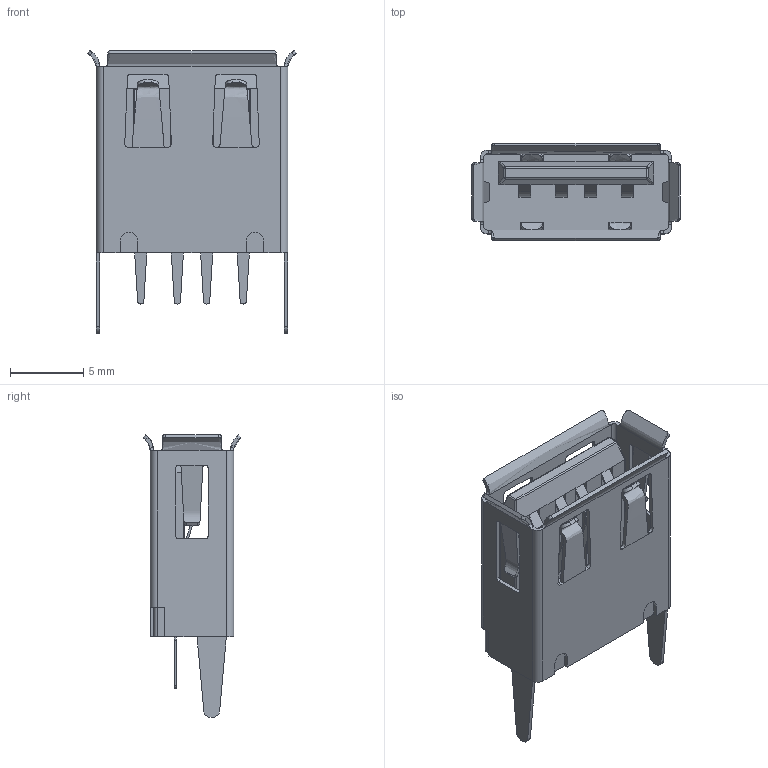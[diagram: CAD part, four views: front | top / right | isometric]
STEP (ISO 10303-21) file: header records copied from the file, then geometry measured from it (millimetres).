
FILE_DESCRIPTION (( 'STEP AP214' ), '1' );
FILE_NAME ('USB-A-TH_L13.1-W5.7-H13.7-P2.0.step', '2022-07-15T08:51:50', ( '' ), ( '' ), 'SwSTEP 2.0', 'SolidWorks 2020', '' );
FILE_SCHEMA (( 'AUTOMOTIVE_DESIGN' ));
Length unit declared in the file: millimetre
Products named in the file (1): USB-A-TH_L13.1-W5.7-H13.7-P2.0
Bounding box: 14.24 x 6.67 x 19.31 mm (x, y, z)
Volume: 510.9 mm3; surface area: 1300.6 mm2
Topology: 16 solids, 16 shells, 639 faces, 1681 edges, 1082 vertices
Faces by surface type: plane 387, bspline 132, cylinder 116, sphere 4
Entity records: 29767 total; most frequent: CARTESIAN_POINT 7753, ORIENTED_EDGE 3362, DIRECTION 2489, EDGE_CURVE 1681, VECTOR 1177, LINE 1177, VERTEX_POINT 1082, EDGE_LOOP 679
